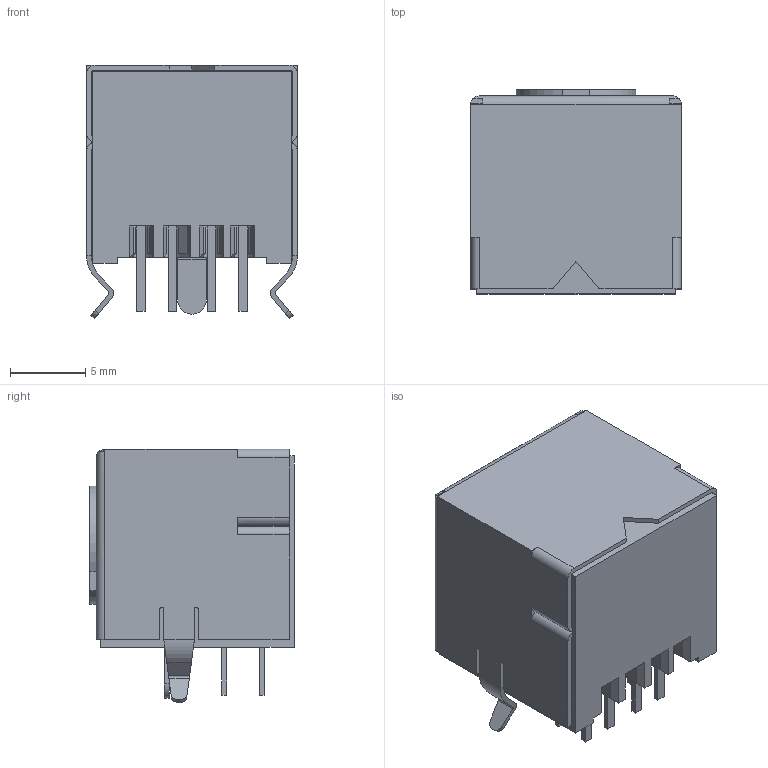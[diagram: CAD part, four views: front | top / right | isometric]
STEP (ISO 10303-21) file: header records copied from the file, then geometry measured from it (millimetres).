
FILE_DESCRIPTION(('FreeCAD Model'),'2;1');
FILE_NAME('C-5749232-1.step','2018-01-11T14:41:45',( 'kicad StepUp'),('ksu MCAD'),'Open CASCADE STEP processor 7.1', 'FreeCAD','Unknown');
FILE_SCHEMA(('AUTOMOTIVE_DESIGN { 1 0 10303 214 1 1 1 1 }'));
Length unit declared in the file: millimetre
Products named in the file (1): C-5749232-1
Bounding box: 14 x 13.55 x 16.84 mm (x, y, z)
Volume: 2104.8 mm3; surface area: 2699 mm2
Topology: 1 solids, 1 shells, 413 faces, 1124 edges, 723 vertices
Faces by surface type: plane 241, cylinder 106, torus 36, cone 30
Entity records: 13634 total; most frequent: CARTESIAN_POINT 3465, ORIENTED_EDGE 2248, DIRECTION 1937, EDGE_CURVE 1124, VERTEX_POINT 723, LINE 663, VECTOR 663, AXIS2_PLACEMENT_3D 637
